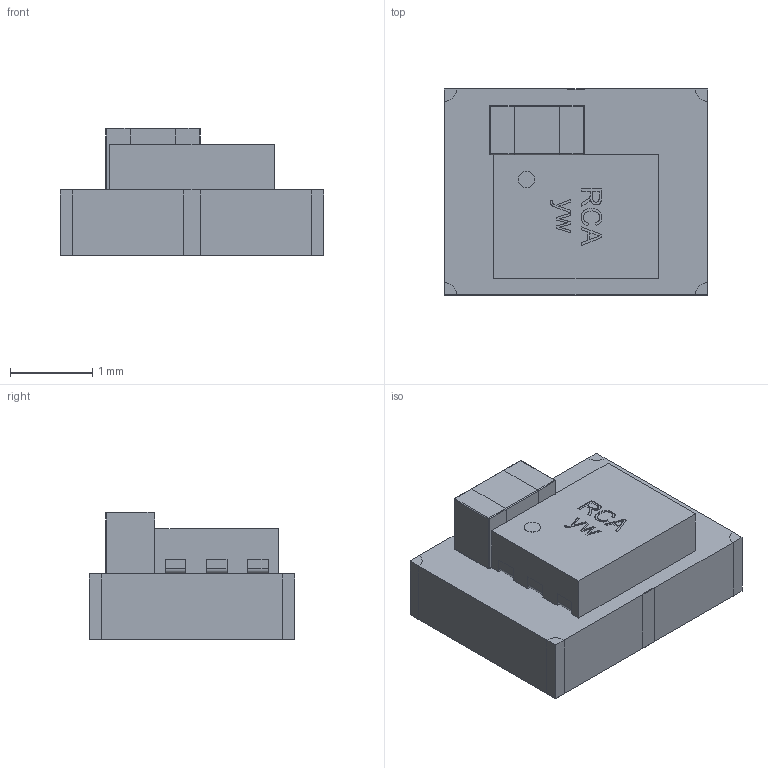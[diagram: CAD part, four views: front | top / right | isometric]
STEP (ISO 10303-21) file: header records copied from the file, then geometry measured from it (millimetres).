
FILE_DESCRIPTION( ( 'Unknown' ), '1' );
FILE_NAME( '17 1 01 05 01.stp', 'Unknown', ( 'Unknown' ), ( 'Unknown' ), 'PSStep 21.0.46', 'Unknown', ' ' );
FILE_SCHEMA( ( 'AUTOMOTIVE_DESIGN { 1 0 10303 214 1 1 1 1 }' ) );
Length unit declared in the file: millimetre
Products named in the file (29): DC-DC regulator; contacts; substrate; capacitor; Ferrite; Pad; Assem1; plating
Assembly tree (29 placements, depth 3):
  Assem1
    contacts
    contacts
    contacts
    contacts
    contacts
    contacts
    contacts
    contacts
    contacts
    contacts
    substrate
    plating
    plating
    plating
    plating
    plating
    plating
    DC-DC regulator
      contacts
      contacts
      contacts
      contacts
      contacts
      contacts
      substrate
    capacitor
      Ferrite
      Pad  x2
Bounding box: 3.2 x 2.5 x 1.55 mm (x, y, z)
Volume: 8.6 mm3; surface area: 51.7 mm2
Topology: 27 solids, 27 shells, 368 faces, 872 edges, 568 vertices
Faces by surface type: plane 301, cylinder 41, extrusion 18, sphere 8
Full cylindrical faces by diameter (mm): 0.2 x1
Entity records: 13723 total; most frequent: CARTESIAN_POINT 2469, ORIENTED_EDGE 1654, DIRECTION 1549, EDGE_CURVE 827, VECTOR 689, LINE 671, VERTEX_POINT 548, AXIS2_PLACEMENT_3D 430
